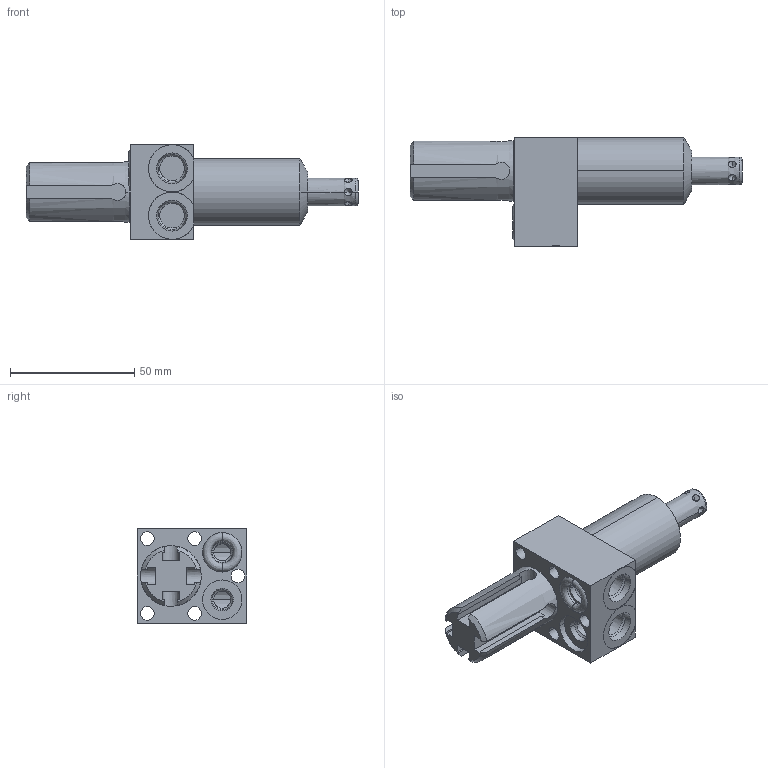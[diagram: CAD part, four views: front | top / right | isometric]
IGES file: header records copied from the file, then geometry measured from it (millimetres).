
Start section:  PTC IGES file: ilc14220501rps.igs
Global section: file name: ilc14220501rps.igs; native system: Creo Parametric by Parametric Technology Corporation; preprocessor: 2013320; author: jweaver; organization: Unknown; date: 20200704.102032; units: inch
Bounding box: 133.73 x 43.94 x 38.1 mm (x, y, z)
Surface area: 22149.5 mm2 (no closed solid volume)
Topology: 0 solids, 0 shells, 133 faces, 666 edges, 652 vertices
Faces by surface type: revolution 84, bspline 49
